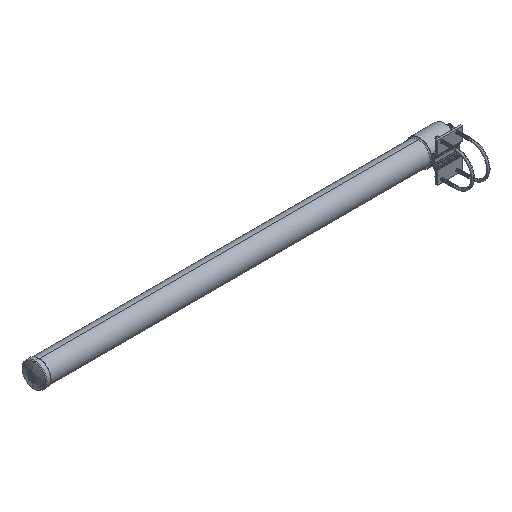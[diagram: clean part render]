
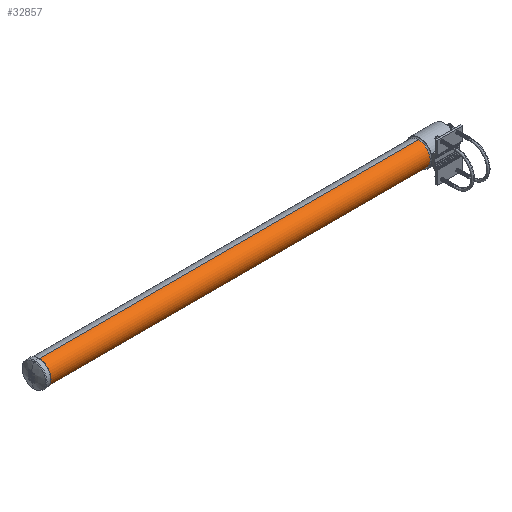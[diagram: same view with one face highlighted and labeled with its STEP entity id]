
A CAD part, isometric view. The second image highlights one B-rep face of the part: STEP entity #32857.
In plain terms, the highlighted cylindrical face has radius 37.465 mm (diameter 74.93 mm), a partial arc.
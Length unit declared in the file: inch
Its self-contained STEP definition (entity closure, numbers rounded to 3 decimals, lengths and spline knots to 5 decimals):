
#973 = VERTEX_POINT ( 'NONE', #11977 ) ;
#4942 = ORIENTED_EDGE ( 'NONE', *, *, #42390, .T. ) ;
#5739 = EDGE_LOOP ( 'NONE', ( #41856, #4942, #14305, #38808 ) ) ;
#5821 = VERTEX_POINT ( 'NONE', #34193 ) ;
#6800 = EDGE_CURVE ( 'NONE', #973, #24039, #24238, .T. ) ;
#8046 = DIRECTION ( 'NONE',  ( 1., 0., 0. ) ) ;
#8436 = EDGE_CURVE ( 'NONE', #5821, #11349, #44475, .T. ) ;
#9067 = VECTOR ( 'NONE', #43271, 39.37008 ) ;
#9132 = CARTESIAN_POINT ( 'NONE',  ( -51.13088, 0., 0. ) ) ;
#10208 = FACE_OUTER_BOUND ( 'NONE', #5739, .T. ) ;
#11349 = VERTEX_POINT ( 'NONE', #16621 ) ;
#11977 = CARTESIAN_POINT ( 'NONE',  ( -51.13088, 0., 1.475 ) ) ;
#12604 = DIRECTION ( 'NONE',  ( 0., 0., -1. ) ) ;
#14305 = ORIENTED_EDGE ( 'NONE', *, *, #8436, .T. ) ;
#16621 = CARTESIAN_POINT ( 'NONE',  ( -3.27894, 0., -1.475 ) ) ;
#16762 = DIRECTION ( 'NONE',  ( 0., 0., -1. ) ) ;
#17651 = CARTESIAN_POINT ( 'NONE',  ( -52.125, 0., 1.475 ) ) ;
#18935 = AXIS2_PLACEMENT_3D ( 'NONE', #9132, #33118, #12604 ) ;
#20389 = CARTESIAN_POINT ( 'NONE',  ( -3.27894, 0., 1.475 ) ) ;
#21096 = DIRECTION ( 'NONE',  ( 1., 0., 0. ) ) ;
#24039 = VERTEX_POINT ( 'NONE', #20389 ) ;
#24128 = CIRCLE ( 'NONE', #18935, 1.475 ) ;
#24238 = LINE ( 'NONE', #17651, #32293 ) ;
#25145 = CIRCLE ( 'NONE', #42273, 1.475 ) ;
#28551 = CARTESIAN_POINT ( 'NONE',  ( -3.27894, 0., 0. ) ) ;
#31985 = DIRECTION ( 'NONE',  ( 0., 0., -1. ) ) ;
#32293 = VECTOR ( 'NONE', #21096, 39.37008 ) ;
#32857 = ADVANCED_FACE ( 'NONE', ( #10208 ), #40247, .T. ) ;
#33118 = DIRECTION ( 'NONE',  ( 1., 0., 0. ) ) ;
#33169 = EDGE_CURVE ( 'NONE', #24039, #11349, #25145, .T. ) ;
#33692 = DIRECTION ( 'NONE',  ( 1., 0., 0. ) ) ;
#34193 = CARTESIAN_POINT ( 'NONE',  ( -51.13088, 0., -1.475 ) ) ;
#38808 = ORIENTED_EDGE ( 'NONE', *, *, #33169, .F. ) ;
#39952 = CARTESIAN_POINT ( 'NONE',  ( -52.125, 0., -1.475 ) ) ;
#40247 = CYLINDRICAL_SURFACE ( 'NONE', #40808, 1.475 ) ;
#40573 = CARTESIAN_POINT ( 'NONE',  ( -52.125, 0., 0. ) ) ;
#40808 = AXIS2_PLACEMENT_3D ( 'NONE', #40573, #33692, #16762 ) ;
#41856 = ORIENTED_EDGE ( 'NONE', *, *, #6800, .F. ) ;
#42273 = AXIS2_PLACEMENT_3D ( 'NONE', #28551, #8046, #31985 ) ;
#42390 = EDGE_CURVE ( 'NONE', #973, #5821, #24128, .T. ) ;
#43271 = DIRECTION ( 'NONE',  ( 1., 0., 0. ) ) ;
#44475 = LINE ( 'NONE', #39952, #9067 ) ;
